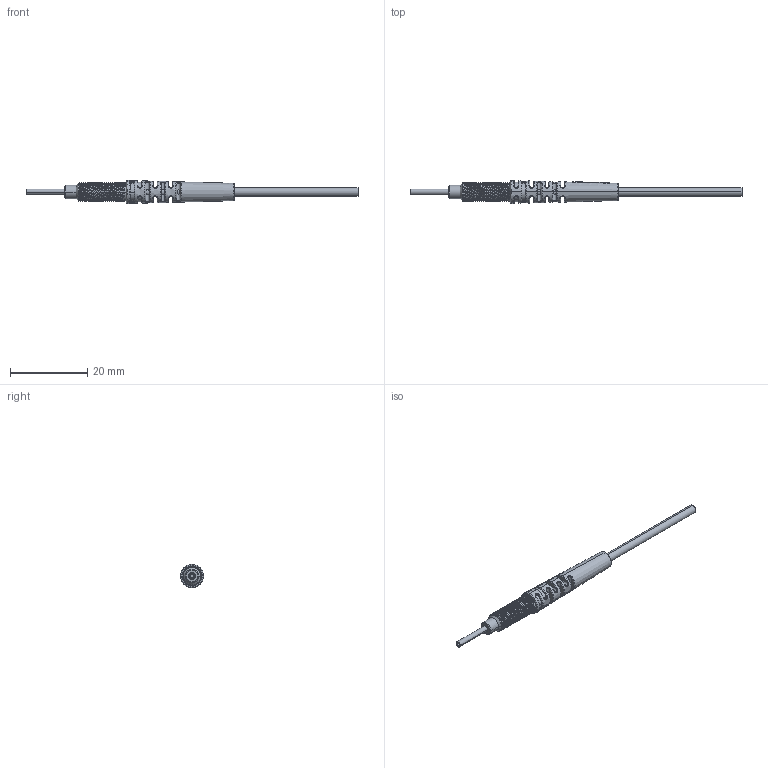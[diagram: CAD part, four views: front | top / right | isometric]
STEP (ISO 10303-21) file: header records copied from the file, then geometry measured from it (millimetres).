
FILE_DESCRIPTION((''),'2;1');
FILE_NAME('PT5Y10-I_ASM','2020-06-09T11:38:28',('Administrator'),(''),'CREO PARAMETRIC BY PTC INC, 2018400','CREO PARAMETRIC BY PTC INC, 2018400','');
FILE_SCHEMA(('AUTOMOTIVE_DESIGN { 1 0 10303 214 1 1 1 1 }'));
Length unit declared in the file: millimetre
Products named in the file (6): BOJKE-M5__; 15-10_; 22XIAN_DAN_; PTM6__; M6DANXIAN__ASM; PT5Y10-I_ASM
Assembly tree (5 placements, depth 3):
  PT5Y10-I_ASM
    BOJKE-M5__
    15-10_
    M6DANXIAN__ASM
      22XIAN_DAN_
      PTM6__
Bounding box: 86 x 5.99 x 5.99 mm (x, y, z)
Volume: 855.1 mm3; surface area: 1840.3 mm2
Topology: 4 solids, 4 shells, 283 faces, 740 edges, 470 vertices
Faces by surface type: cylinder 82, bspline 63, extrusion 48, plane 40, torus 32, cone 18
Entity records: 23380 total; most frequent: CARTESIAN_POINT 15310, ORIENTED_EDGE 1480, DIRECTION 1010, EDGE_CURVE 740, PRESENTATION_STYLE_ASSIGNMENT 496, STYLED_ITEM 496, CURVE_STYLE 494, VERTEX_POINT 470
